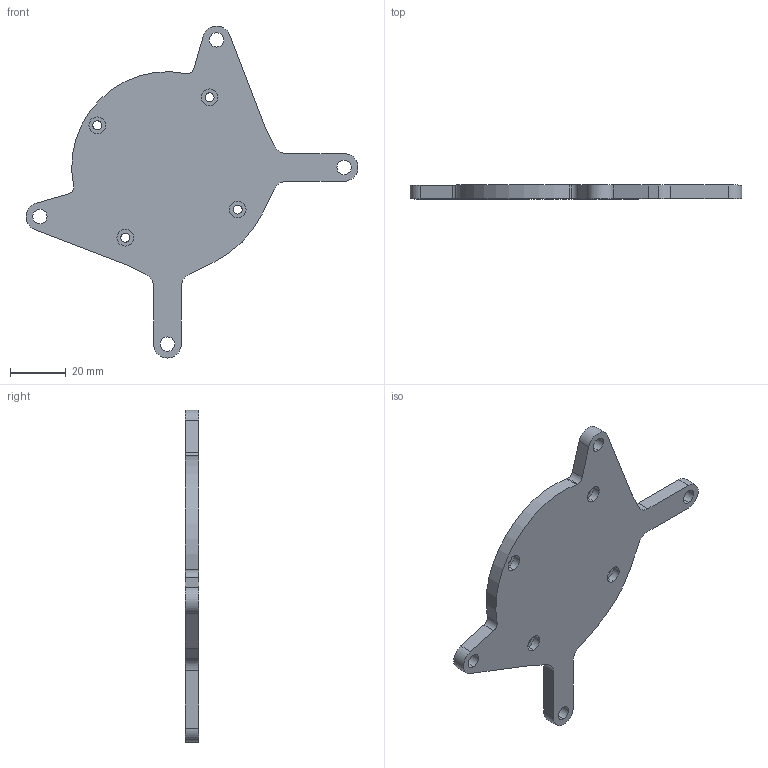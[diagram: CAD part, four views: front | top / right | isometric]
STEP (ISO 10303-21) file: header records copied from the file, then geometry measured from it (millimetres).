
FILE_DESCRIPTION (( 'STEP AP214' ), '1' );
FILE_NAME ('Lidar mount.STEP', '2025-12-12T12:23:38', ( '' ), ( '' ), 'SwSTEP 2.0', 'SolidWorks 2025', '' );
FILE_SCHEMA (( 'AUTOMOTIVE_DESIGN' ));
Length unit declared in the file: millimetre
Products named in the file (1): Lidar mount
Bounding box: 119.6 x 5 x 119.6 mm (x, y, z)
Volume: 26357.1 mm3; surface area: 13225.4 mm2
Topology: 1 solids, 1 shells, 58 faces, 156 edges, 104 vertices
Faces by surface type: cylinder 40, plane 18
Entity records: 1915 total; most frequent: DIRECTION 354, CARTESIAN_POINT 319, ORIENTED_EDGE 312, EDGE_CURVE 156, AXIS2_PLACEMENT_3D 139, VERTEX_POINT 104, CIRCLE 80, EDGE_LOOP 78
